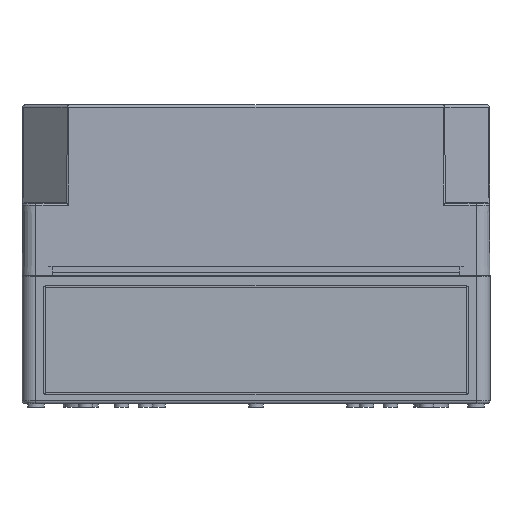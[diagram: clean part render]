
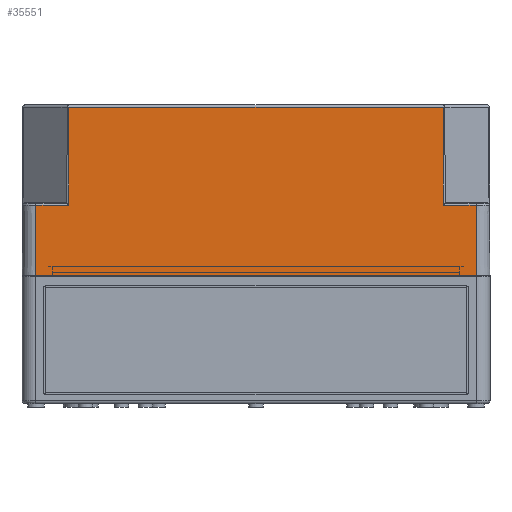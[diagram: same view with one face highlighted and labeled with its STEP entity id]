
A CAD part, front view. The second image highlights one B-rep face of the part: STEP entity #35551.
In plain terms, the highlighted planar face has unit normal (0, -1, 0.004).
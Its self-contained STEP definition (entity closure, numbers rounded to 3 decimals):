
#179 = EDGE_CURVE ( 'NONE', #18714, #31765, #5926, .T. ) ;
#211 = ORIENTED_EDGE ( 'NONE', *, *, #3622, .T. ) ;
#1569 = PLANE ( 'NONE',  #2611 ) ;
#1747 = CARTESIAN_POINT ( 'NONE',  ( 119.5, -180.367, 38.003 ) ) ;
#1884 = EDGE_CURVE ( 'NONE', #21403, #18756, #8611, .T. ) ;
#2611 = AXIS2_PLACEMENT_3D ( 'NONE', #13947, #23457, #4740 ) ;
#3622 = EDGE_CURVE ( 'NONE', #5721, #18714, #13372, .T. ) ;
#4050 = ORIENTED_EDGE ( 'NONE', *, *, #32657, .F. ) ;
#4156 = LINE ( 'NONE', #12364, #20794 ) ;
#4716 = DIRECTION ( 'NONE',  ( 0., -0.003, -1. ) ) ;
#4740 = DIRECTION ( 'NONE',  ( 0., -0.003, -1. ) ) ;
#5721 = VERTEX_POINT ( 'NONE', #31285 ) ;
#5894 = DIRECTION ( 'NONE',  ( -1., 0., 0. ) ) ;
#5926 = LINE ( 'NONE', #24013, #38266 ) ;
#7773 = DIRECTION ( 'NONE',  ( 0., -0.003, -1. ) ) ;
#7863 = CARTESIAN_POINT ( 'NONE',  ( -101.677, -180.5, 0. ) ) ;
#8611 = LINE ( 'NONE', #14196, #15950 ) ;
#10984 = EDGE_CURVE ( 'NONE', #18756, #14379, #36812, .T. ) ;
#11280 = CARTESIAN_POINT ( 'NONE',  ( 101.677, -180.367, 38.003 ) ) ;
#12216 = CARTESIAN_POINT ( 'NONE',  ( 94.5, -180.367, 38.003 ) ) ;
#12364 = CARTESIAN_POINT ( 'NONE',  ( -92., -180.5, 0. ) ) ;
#12852 = VECTOR ( 'NONE', #15349, 1000. ) ;
#12983 = ORIENTED_EDGE ( 'NONE', *, *, #179, .T. ) ;
#13372 = LINE ( 'NONE', #7863, #37346 ) ;
#13947 = CARTESIAN_POINT ( 'NONE',  ( -92., -180.5, 0. ) ) ;
#14196 = CARTESIAN_POINT ( 'NONE',  ( 101.677, -180.5, 0. ) ) ;
#14379 = VERTEX_POINT ( 'NONE', #1747 ) ;
#15349 = DIRECTION ( 'NONE',  ( 1., 0., 0. ) ) ;
#15950 = VECTOR ( 'NONE', #4716, 1000. ) ;
#17068 = VERTEX_POINT ( 'NONE', #26535 ) ;
#17083 = CARTESIAN_POINT ( 'NONE',  ( 101.677, -180.182, 91.005 ) ) ;
#18714 = VERTEX_POINT ( 'NONE', #32875 ) ;
#18737 = LINE ( 'NONE', #29644, #34463 ) ;
#18756 = VERTEX_POINT ( 'NONE', #11280 ) ;
#20794 = VECTOR ( 'NONE', #28042, 1000. ) ;
#21051 = EDGE_CURVE ( 'NONE', #21403, #5721, #40096, .T. ) ;
#21403 = VERTEX_POINT ( 'NONE', #17083 ) ;
#22741 = EDGE_CURVE ( 'NONE', #17068, #36280, #4156, .T. ) ;
#23457 = DIRECTION ( 'NONE',  ( 0., -1., 0.003 ) ) ;
#24013 = CARTESIAN_POINT ( 'NONE',  ( -94.5, -180.367, 38.003 ) ) ;
#24611 = CARTESIAN_POINT ( 'NONE',  ( 119.5, -180.182, 91.005 ) ) ;
#25819 = VECTOR ( 'NONE', #31432, 1000. ) ;
#26152 = EDGE_CURVE ( 'NONE', #31765, #17068, #34211, .T. ) ;
#26535 = CARTESIAN_POINT ( 'NONE',  ( -119.5, -180.5, 0. ) ) ;
#28042 = DIRECTION ( 'NONE',  ( 1., 0., 0. ) ) ;
#28269 = CARTESIAN_POINT ( 'NONE',  ( -119.5, -180.5, 0. ) ) ;
#28674 = ORIENTED_EDGE ( 'NONE', *, *, #21051, .T. ) ;
#29644 = CARTESIAN_POINT ( 'NONE',  ( 119.5, -180.5, 0. ) ) ;
#30388 = CARTESIAN_POINT ( 'NONE',  ( -119.5, -180.367, 38.003 ) ) ;
#30525 = ORIENTED_EDGE ( 'NONE', *, *, #22741, .T. ) ;
#31253 = CARTESIAN_POINT ( 'NONE',  ( 119.5, -180.5, 0. ) ) ;
#31285 = CARTESIAN_POINT ( 'NONE',  ( -101.677, -180.182, 91.005 ) ) ;
#31432 = DIRECTION ( 'NONE',  ( 0., -0.003, -1. ) ) ;
#31730 = VECTOR ( 'NONE', #5894, 1000. ) ;
#31765 = VERTEX_POINT ( 'NONE', #30388 ) ;
#32657 = EDGE_CURVE ( 'NONE', #14379, #36280, #18737, .T. ) ;
#32875 = CARTESIAN_POINT ( 'NONE',  ( -101.677, -180.367, 38.003 ) ) ;
#33013 = ORIENTED_EDGE ( 'NONE', *, *, #26152, .T. ) ;
#34211 = LINE ( 'NONE', #28269, #25819 ) ;
#34463 = VECTOR ( 'NONE', #7773, 1000. ) ;
#34924 = ORIENTED_EDGE ( 'NONE', *, *, #10984, .F. ) ;
#35235 = EDGE_LOOP ( 'NONE', ( #28674, #211, #12983, #33013, #30525, #4050, #34924, #39793 ) ) ;
#35551 = ADVANCED_FACE ( 'NONE', ( #39178 ), #1569, .T. ) ;
#36280 = VERTEX_POINT ( 'NONE', #31253 ) ;
#36812 = LINE ( 'NONE', #12216, #12852 ) ;
#37346 = VECTOR ( 'NONE', #39079, 1000. ) ;
#38266 = VECTOR ( 'NONE', #39692, 1000. ) ;
#39079 = DIRECTION ( 'NONE',  ( 0., -0.003, -1. ) ) ;
#39178 = FACE_OUTER_BOUND ( 'NONE', #35235, .T. ) ;
#39692 = DIRECTION ( 'NONE',  ( -1., 0., 0. ) ) ;
#39793 = ORIENTED_EDGE ( 'NONE', *, *, #1884, .F. ) ;
#40096 = LINE ( 'NONE', #24611, #31730 ) ;
